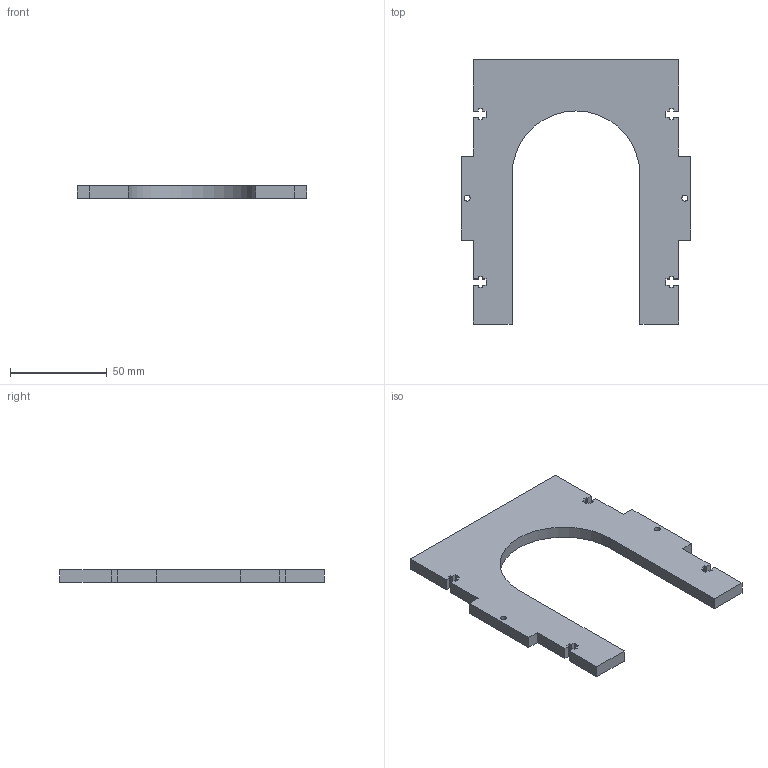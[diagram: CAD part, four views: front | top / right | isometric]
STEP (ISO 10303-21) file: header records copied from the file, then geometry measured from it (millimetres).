
FILE_DESCRIPTION (( 'STEP AP214' ), '1' );
FILE_NAME ('chassis front plate.STEP', '2022-10-27T05:41:59', ( '' ), ( '' ), 'SwSTEP 2.0', 'SolidWorks 2020', '' );
FILE_SCHEMA (( 'AUTOMOTIVE_DESIGN' ));
Length unit declared in the file: millimetre
Products named in the file (1): chassis front plate
Bounding box: 118.7 x 136.35 x 6.35 mm (x, y, z)
Volume: 51391.7 mm3; surface area: 21217 mm2
Topology: 1 solids, 1 shells, 70 faces, 204 edges, 136 vertices
Faces by surface type: plane 65, cylinder 5
Entity records: 2320 total; most frequent: CARTESIAN_POINT 411, ORIENTED_EDGE 408, DIRECTION 356, EDGE_CURVE 204, VECTOR 194, LINE 194, VERTEX_POINT 136, AXIS2_PLACEMENT_3D 81
